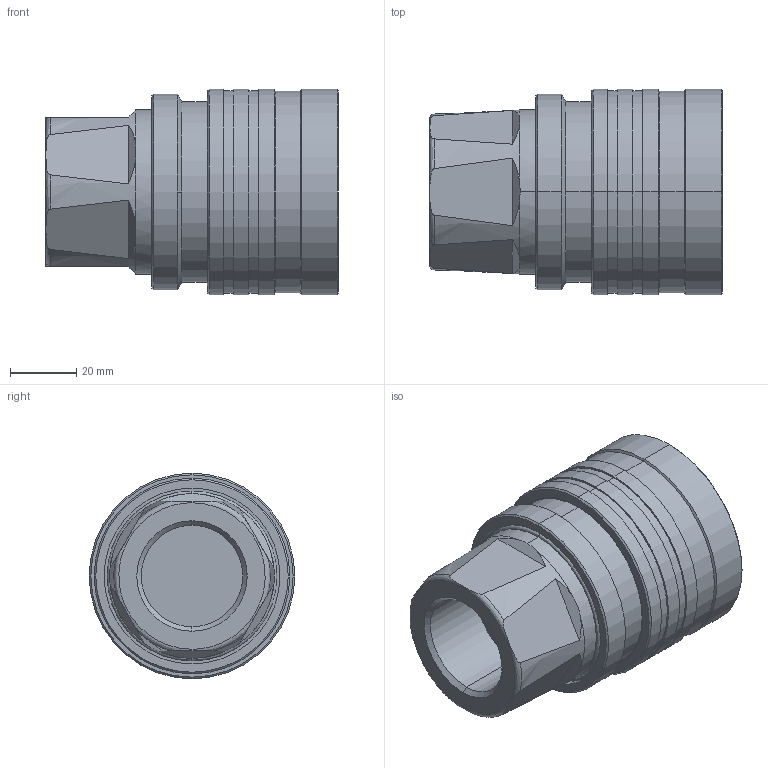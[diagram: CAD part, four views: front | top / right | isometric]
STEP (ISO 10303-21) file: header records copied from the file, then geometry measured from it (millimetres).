
FILE_DESCRIPTION (( 'STEP AP214' ), '1' );
FILE_NAME ('10011 RFV.STEP', '2015-09-04T07:20:26', ( 'admin' ), ( 'Microsoft' ), 'SwSTEP 2.0', 'SolidWorks 2009', '' );
FILE_SCHEMA (( 'AUTOMOTIVE_DESIGN' ));
Length unit declared in the file: millimetre
Products named in the file (1): 10011 RFV
Bounding box: 88.3 x 62 x 62 mm (x, y, z)
Volume: 149841.2 mm3; surface area: 32610.7 mm2
Topology: 1 solids, 1 shells, 146 faces, 332 edges, 210 vertices
Faces by surface type: cone 50, cylinder 44, plane 36, bspline 16
Entity records: 6599 total; most frequent: CARTESIAN_POINT 1705, DIRECTION 728, ORIENTED_EDGE 664, EDGE_CURVE 332, AXIS2_PLACEMENT_3D 317, VERTEX_POINT 210, CIRCLE 186, EDGE_LOOP 168
